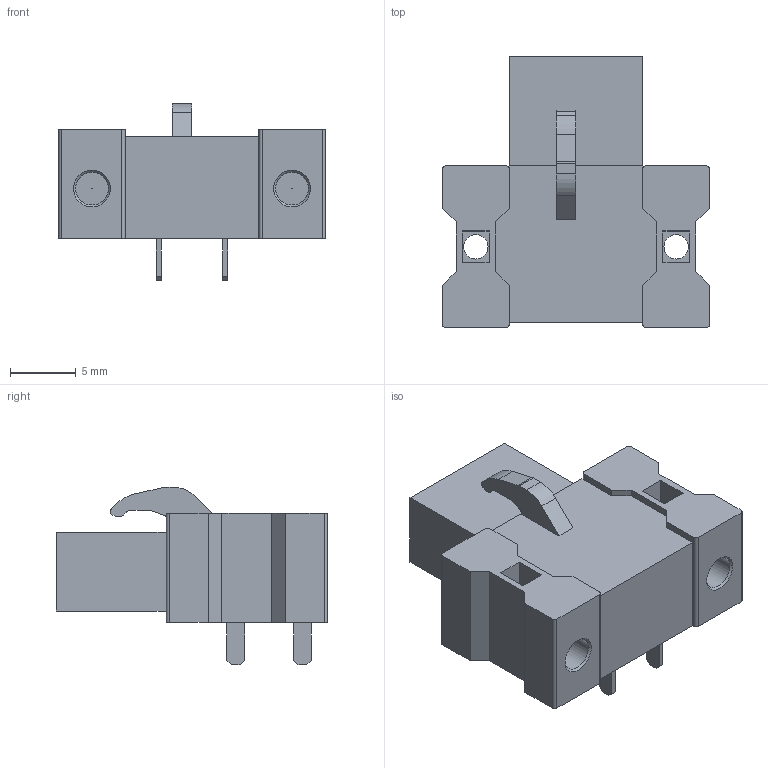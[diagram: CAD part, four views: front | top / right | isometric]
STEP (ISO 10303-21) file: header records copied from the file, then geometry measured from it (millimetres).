
FILE_DESCRIPTION(('CATIA V5 STEP','CAx-IF Rec.Pracs.--- Model Styling and Organization---1.2---2011-12-15'),'2;1');
FILE_NAME ('D1457315_0_1843750000_1843750000.stp','2018-09-01T03:04:01+00:00',('none'),('Weidmueller'),'CATIA Version 5-6 Release 2014','CATIA V5 STEP AP214','none');
FILE_SCHEMA(('AUTOMOTIVE_DESIGN { 1 0 10303 214 1 1 1 1 }'));
Length unit declared in the file: millimetre
Products named in the file (1): 1843750000
Bounding box: 20.32 x 20.65 x 13.48 mm (x, y, z)
Volume: 2253.9 mm3; surface area: 1666.8 mm2
Topology: 5 solids, 5 shells, 172 faces, 431 edges, 284 vertices
Faces by surface type: plane 125, cylinder 35, cone 12
Entity records: 4779 total; most frequent: ORIENTED_EDGE 862, CARTESIAN_POINT 831, DIRECTION 661, EDGE_CURVE 431, VECTOR 345, LINE 345, VERTEX_POINT 284, AXIS2_PLACEMENT_3D 202
